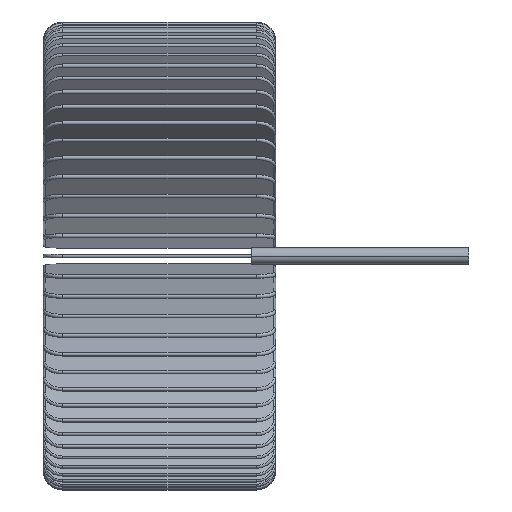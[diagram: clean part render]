
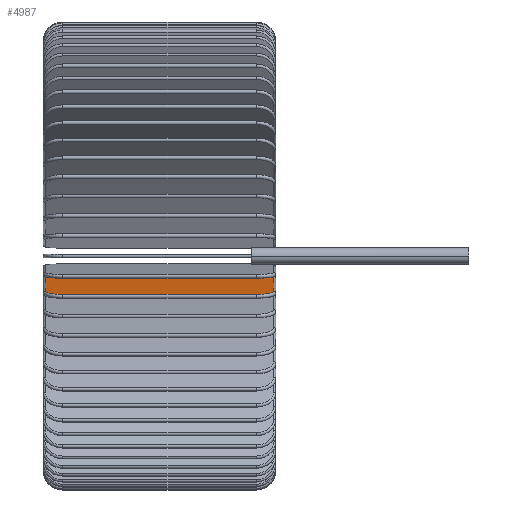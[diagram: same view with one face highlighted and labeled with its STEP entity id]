
A CAD part, left-side view. The second image highlights one B-rep face of the part: STEP entity #4987.
In plain terms, the highlighted planar face has unit normal (-0.174, 0, 0.985).
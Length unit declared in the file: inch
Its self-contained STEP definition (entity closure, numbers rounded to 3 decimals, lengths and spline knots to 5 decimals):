
#4815=DIRECTION('',(0.,-1.,0.));
#4816=VECTOR('',#4815,0.502);
#4817=CARTESIAN_POINT('',(-0.59274,0.552,-0.09944));
#4818=LINE('',#4817,#4816);
#4819=CARTESIAN_POINT('',(-0.54842,0.552,-0.09162));
#4820=DIRECTION('',(-0.174,0.,0.985));
#4821=DIRECTION('',(0.,1.,0.));
#4822=AXIS2_PLACEMENT_3D('',#4819,#4820,#4821);
#4824=DIRECTION('',(-0.985,0.,-0.174));
#4825=VECTOR('',#4824,0.22);
#4826=CARTESIAN_POINT('',(-0.33176,0.597,-0.05342));
#4827=LINE('',#4826,#4825);
#4828=CARTESIAN_POINT('',(-0.33176,0.552,-0.05342));
#4829=DIRECTION('',(-0.174,0.,0.985));
#4830=DIRECTION('',(0.985,0.,0.174));
#4831=AXIS2_PLACEMENT_3D('',#4828,#4829,#4830);
#4833=DIRECTION('',(0.,1.,0.));
#4834=VECTOR('',#4833,0.502);
#4835=CARTESIAN_POINT('',(-0.28745,0.05,-0.04561));
#4836=LINE('',#4835,#4834);
#4837=CARTESIAN_POINT('',(-0.33176,0.05,-0.05342));
#4838=DIRECTION('',(-0.174,0.,0.985));
#4839=DIRECTION('',(0.,-1.,0.));
#4840=AXIS2_PLACEMENT_3D('',#4837,#4838,#4839);
#4842=DIRECTION('',(0.985,0.,0.174));
#4843=VECTOR('',#4842,0.22);
#4844=CARTESIAN_POINT('',(-0.54842,0.005,-0.09162));
#4845=LINE('',#4844,#4843);
#4846=CARTESIAN_POINT('',(-0.54842,0.05,-0.09162));
#4847=DIRECTION('',(-0.174,0.,0.985));
#4848=DIRECTION('',(-0.985,0.,-0.174));
#4849=AXIS2_PLACEMENT_3D('',#4846,#4847,#4848);
#4885=CARTESIAN_POINT('',(-0.59274,0.552,-0.09944));
#4886=CARTESIAN_POINT('',(-0.59274,0.05,-0.09944));
#4887=VERTEX_POINT('',#4885);
#4888=VERTEX_POINT('',#4886);
#4891=CARTESIAN_POINT('',(-0.54842,0.005,-0.09162));
#4892=VERTEX_POINT('',#4891);
#4895=CARTESIAN_POINT('',(-0.33176,0.005,-0.05342));
#4896=VERTEX_POINT('',#4895);
#4899=CARTESIAN_POINT('',(-0.28745,0.05,-0.04561));
#4900=VERTEX_POINT('',#4899);
#4903=CARTESIAN_POINT('',(-0.28745,0.552,-0.04561));
#4904=VERTEX_POINT('',#4903);
#4907=CARTESIAN_POINT('',(-0.33176,0.597,-0.05342));
#4908=VERTEX_POINT('',#4907);
#4911=CARTESIAN_POINT('',(-0.54842,0.597,-0.09162));
#4912=VERTEX_POINT('',#4911);
#4966=CARTESIAN_POINT('',(-0.59766,0.,-0.10031));
#4967=DIRECTION('',(-0.174,0.,0.985));
#4968=DIRECTION('',(0.985,0.,0.174));
#4969=AXIS2_PLACEMENT_3D('',#4966,#4967,#4968);
#4970=PLANE('',#4969);
#4971=ORIENTED_EDGE('',*,*,#4959,.F.);
#4972=ORIENTED_EDGE('',*,*,#4922,.F.);
#4974=ORIENTED_EDGE('',*,*,#4973,.F.);
#4976=ORIENTED_EDGE('',*,*,#4975,.F.);
#4978=ORIENTED_EDGE('',*,*,#4977,.F.);
#4980=ORIENTED_EDGE('',*,*,#4979,.F.);
#4982=ORIENTED_EDGE('',*,*,#4981,.F.);
#4984=ORIENTED_EDGE('',*,*,#4983,.F.);
#4985=EDGE_LOOP('',(#4971,#4972,#4974,#4976,#4978,#4980,#4982,#4984));
#4986=FACE_OUTER_BOUND('',#4985,.F.);
#4823=CIRCLE('',#4822,0.045);
#4832=CIRCLE('',#4831,0.045);
#4841=CIRCLE('',#4840,0.045);
#4850=CIRCLE('',#4849,0.045);
#4922=EDGE_CURVE('',#4912,#4887,#4823,.T.);
#4959=EDGE_CURVE('',#4887,#4888,#4818,.T.);
#4973=EDGE_CURVE('',#4908,#4912,#4827,.T.);
#4975=EDGE_CURVE('',#4904,#4908,#4832,.T.);
#4977=EDGE_CURVE('',#4900,#4904,#4836,.T.);
#4979=EDGE_CURVE('',#4896,#4900,#4841,.T.);
#4981=EDGE_CURVE('',#4892,#4896,#4845,.T.);
#4983=EDGE_CURVE('',#4888,#4892,#4850,.T.);
#4987=ADVANCED_FACE('',(#4986),#4970,.T.);
